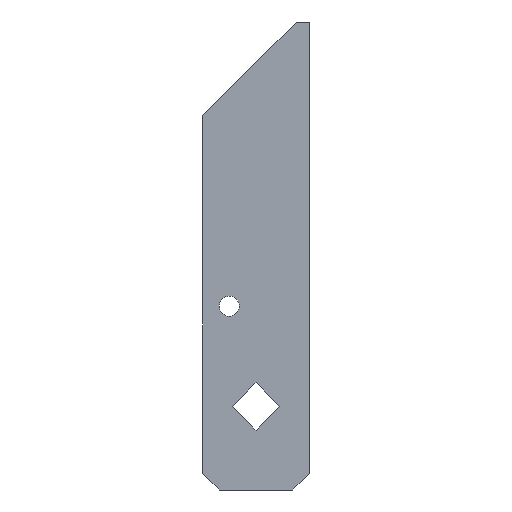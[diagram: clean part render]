
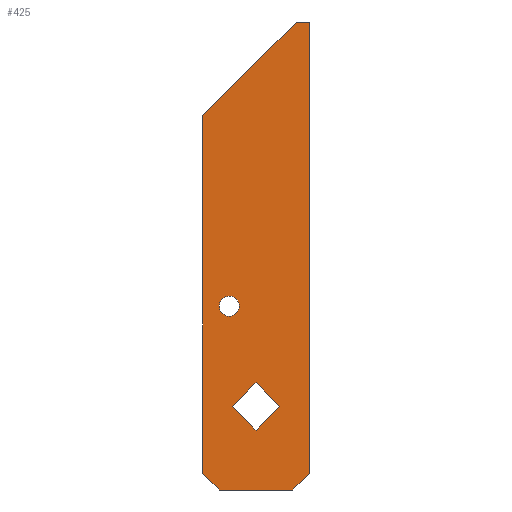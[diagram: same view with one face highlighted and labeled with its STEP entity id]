
A CAD part, left-side view. The second image highlights one B-rep face of the part: STEP entity #425.
In plain terms, the highlighted planar face has unit normal (-1, 0, 0).
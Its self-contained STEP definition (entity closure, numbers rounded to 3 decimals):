
#64 = CARTESIAN_POINT ( 'NONE',  ( -2.25, -16., 115. ) ) ;
#67 = VECTOR ( 'NONE', #73, 1000. ) ;
#73 = DIRECTION ( 'NONE',  ( 0., 0., -1. ) ) ;
#162 = DIRECTION ( 'NONE',  ( 0., 0., 1. ) ) ;
#163 = DIRECTION ( 'NONE',  ( -1., 0., 0. ) ) ;
#164 = CARTESIAN_POINT ( 'NONE',  ( -2.25, -16., -25. ) ) ;
#165 = AXIS2_PLACEMENT_3D ( 'NONE', #164, #163, #162 ) ;
#166 = PLANE ( 'NONE',  #165 ) ;
#167 = FACE_BOUND ( 'NONE', #426, .T. ) ;
#168 = FACE_OUTER_BOUND ( 'NONE', #486, .T. ) ;
#169 = FACE_BOUND ( 'NONE', #469, .T. ) ;
#188 = LINE ( 'NONE', #229, #228 ) ;
#189 = CARTESIAN_POINT ( 'NONE',  ( -2.25, 0., -7.071 ) ) ;
#190 = CARTESIAN_POINT ( 'NONE',  ( -2.25, -7.071, 0. ) ) ;
#191 = DIRECTION ( 'NONE',  ( 0., 0.707, -0.707 ) ) ;
#192 = VECTOR ( 'NONE', #191, 1000. ) ;
#210 = CARTESIAN_POINT ( 'NONE',  ( -2.25, -7.071, 0. ) ) ;
#211 = LINE ( 'NONE', #210, #192 ) ;
#217 = CARTESIAN_POINT ( 'NONE',  ( -2.25, -11., -25. ) ) ;
#218 = DIRECTION ( 'NONE',  ( 0., 1., 0. ) ) ;
#219 = VECTOR ( 'NONE', #218, 1000. ) ;
#220 = CARTESIAN_POINT ( 'NONE',  ( -2.25, 11., -25. ) ) ;
#221 = LINE ( 'NONE', #220, #219 ) ;
#222 = CARTESIAN_POINT ( 'NONE',  ( -2.25, 11., -25. ) ) ;
#223 = DIRECTION ( 'NONE',  ( 0., 0.707, 0.707 ) ) ;
#224 = VECTOR ( 'NONE', #223, 1000. ) ;
#225 = CARTESIAN_POINT ( 'NONE',  ( -2.25, 16., -20. ) ) ;
#226 = LINE ( 'NONE', #225, #224 ) ;
#227 = DIRECTION ( 'NONE',  ( 0., 0.707, 0.707 ) ) ;
#228 = VECTOR ( 'NONE', #227, 1000. ) ;
#229 = CARTESIAN_POINT ( 'NONE',  ( -2.25, 0., -7.071 ) ) ;
#231 = DIRECTION ( 'NONE',  ( 0., -0.707, -0.707 ) ) ;
#232 = VECTOR ( 'NONE', #231, 1000. ) ;
#233 = CARTESIAN_POINT ( 'NONE',  ( -2.25, 0., 7.071 ) ) ;
#234 = LINE ( 'NONE', #233, #232 ) ;
#235 = CARTESIAN_POINT ( 'NONE',  ( -2.25, 8., 27. ) ) ;
#243 = DIRECTION ( 'NONE',  ( 0., 0.707, -0.707 ) ) ;
#244 = VECTOR ( 'NONE', #243, 1000. ) ;
#245 = CARTESIAN_POINT ( 'NONE',  ( -2.25, -16., -20. ) ) ;
#246 = LINE ( 'NONE', #245, #244 ) ;
#252 = LINE ( 'NONE', #64, #67 ) ;
#253 = DIRECTION ( 'NONE',  ( 0., 0., -1. ) ) ;
#254 = DIRECTION ( 'NONE',  ( 1., 0., 0. ) ) ;
#255 = CARTESIAN_POINT ( 'NONE',  ( -2.25, 8., 30. ) ) ;
#256 = AXIS2_PLACEMENT_3D ( 'NONE', #255, #254, #253 ) ;
#257 = CIRCLE ( 'NONE', #256, 3. ) ;
#263 = CARTESIAN_POINT ( 'NONE',  ( -2.25, -12., 115. ) ) ;
#268 = CARTESIAN_POINT ( 'NONE',  ( -2.25, 16., -20. ) ) ;
#269 = LINE ( 'NONE', #413, #412 ) ;
#270 = CARTESIAN_POINT ( 'NONE',  ( -2.25, 16., 87. ) ) ;
#273 = DIRECTION ( 'NONE',  ( 0., -0.707, 0.707 ) ) ;
#274 = VECTOR ( 'NONE', #273, 1000. ) ;
#275 = VECTOR ( 'NONE', #410, 1000. ) ;
#328 = LINE ( 'NONE', #335, #334 ) ;
#329 = CARTESIAN_POINT ( 'NONE',  ( -2.25, 7.071, 0. ) ) ;
#332 = CARTESIAN_POINT ( 'NONE',  ( -2.25, 0., 7.071 ) ) ;
#333 = DIRECTION ( 'NONE',  ( 0., -0.707, 0.707 ) ) ;
#334 = VECTOR ( 'NONE', #333, 1000. ) ;
#335 = CARTESIAN_POINT ( 'NONE',  ( -2.25, 7.071, 0. ) ) ;
#336 = CARTESIAN_POINT ( 'NONE',  ( -2.25, -12., 115. ) ) ;
#365 = CARTESIAN_POINT ( 'NONE',  ( -2.25, 8., 33. ) ) ;
#366 = DIRECTION ( 'NONE',  ( 0., 0., -1. ) ) ;
#367 = DIRECTION ( 'NONE',  ( 1., 0., 0. ) ) ;
#368 = CARTESIAN_POINT ( 'NONE',  ( -2.25, 8., 30. ) ) ;
#386 = CARTESIAN_POINT ( 'NONE',  ( -2.25, -12., 115. ) ) ;
#387 = LINE ( 'NONE', #386, #274 ) ;
#392 = LINE ( 'NONE', #263, #275 ) ;
#402 = CARTESIAN_POINT ( 'NONE',  ( -2.25, -16., -20. ) ) ;
#403 = CARTESIAN_POINT ( 'NONE',  ( -2.25, -16., 115. ) ) ;
#404 = AXIS2_PLACEMENT_3D ( 'NONE', #368, #367, #366 ) ;
#405 = CIRCLE ( 'NONE', #404, 3. ) ;
#410 = DIRECTION ( 'NONE',  ( 0., -1., 0. ) ) ;
#411 = DIRECTION ( 'NONE',  ( 0., 0., 1. ) ) ;
#412 = VECTOR ( 'NONE', #411, 1000. ) ;
#413 = CARTESIAN_POINT ( 'NONE',  ( -2.25, 16., 87. ) ) ;
#425 = ADVANCED_FACE ( 'NONE', ( #167, #168, #169 ), #166, .T. ) ;
#426 = EDGE_LOOP ( 'NONE', ( #427, #484 ) ) ;
#427 = ORIENTED_EDGE ( 'NONE', *, *, #533, .T. ) ;
#428 = ORIENTED_EDGE ( 'NONE', *, *, #429, .T. ) ;
#429 = EDGE_CURVE ( 'NONE', #430, #431, #211, .T. ) ;
#430 = VERTEX_POINT ( 'NONE', #190 ) ;
#431 = VERTEX_POINT ( 'NONE', #189 ) ;
#432 = ORIENTED_EDGE ( 'NONE', *, *, #433, .T. ) ;
#433 = EDGE_CURVE ( 'NONE', #431, #518, #188, .T. ) ;
#461 = ORIENTED_EDGE ( 'NONE', *, *, #462, .F. ) ;
#462 = EDGE_CURVE ( 'NONE', #463, #499, #226, .T. ) ;
#463 = VERTEX_POINT ( 'NONE', #222 ) ;
#464 = ORIENTED_EDGE ( 'NONE', *, *, #465, .F. ) ;
#465 = EDGE_CURVE ( 'NONE', #466, #463, #221, .T. ) ;
#466 = VERTEX_POINT ( 'NONE', #217 ) ;
#467 = ORIENTED_EDGE ( 'NONE', *, *, #468, .F. ) ;
#468 = EDGE_CURVE ( 'NONE', #490, #466, #246, .T. ) ;
#469 = EDGE_LOOP ( 'NONE', ( #428, #432, #519, #475 ) ) ;
#474 = VERTEX_POINT ( 'NONE', #235 ) ;
#475 = ORIENTED_EDGE ( 'NONE', *, *, #476, .T. ) ;
#476 = EDGE_CURVE ( 'NONE', #521, #430, #234, .T. ) ;
#484 = ORIENTED_EDGE ( 'NONE', *, *, #485, .T. ) ;
#485 = EDGE_CURVE ( 'NONE', #474, #534, #257, .T. ) ;
#486 = EDGE_LOOP ( 'NONE', ( #487, #491, #494, #497, #461, #464, #467 ) ) ;
#487 = ORIENTED_EDGE ( 'NONE', *, *, #488, .F. ) ;
#488 = EDGE_CURVE ( 'NONE', #489, #490, #252, .T. ) ;
#489 = VERTEX_POINT ( 'NONE', #403 ) ;
#490 = VERTEX_POINT ( 'NONE', #402 ) ;
#491 = ORIENTED_EDGE ( 'NONE', *, *, #492, .F. ) ;
#492 = EDGE_CURVE ( 'NONE', #493, #489, #392, .T. ) ;
#493 = VERTEX_POINT ( 'NONE', #336 ) ;
#494 = ORIENTED_EDGE ( 'NONE', *, *, #495, .F. ) ;
#495 = EDGE_CURVE ( 'NONE', #496, #493, #387, .T. ) ;
#496 = VERTEX_POINT ( 'NONE', #270 ) ;
#497 = ORIENTED_EDGE ( 'NONE', *, *, #498, .F. ) ;
#498 = EDGE_CURVE ( 'NONE', #499, #496, #269, .T. ) ;
#499 = VERTEX_POINT ( 'NONE', #268 ) ;
#518 = VERTEX_POINT ( 'NONE', #329 ) ;
#519 = ORIENTED_EDGE ( 'NONE', *, *, #520, .T. ) ;
#520 = EDGE_CURVE ( 'NONE', #518, #521, #328, .T. ) ;
#521 = VERTEX_POINT ( 'NONE', #332 ) ;
#533 = EDGE_CURVE ( 'NONE', #534, #474, #405, .T. ) ;
#534 = VERTEX_POINT ( 'NONE', #365 ) ;
